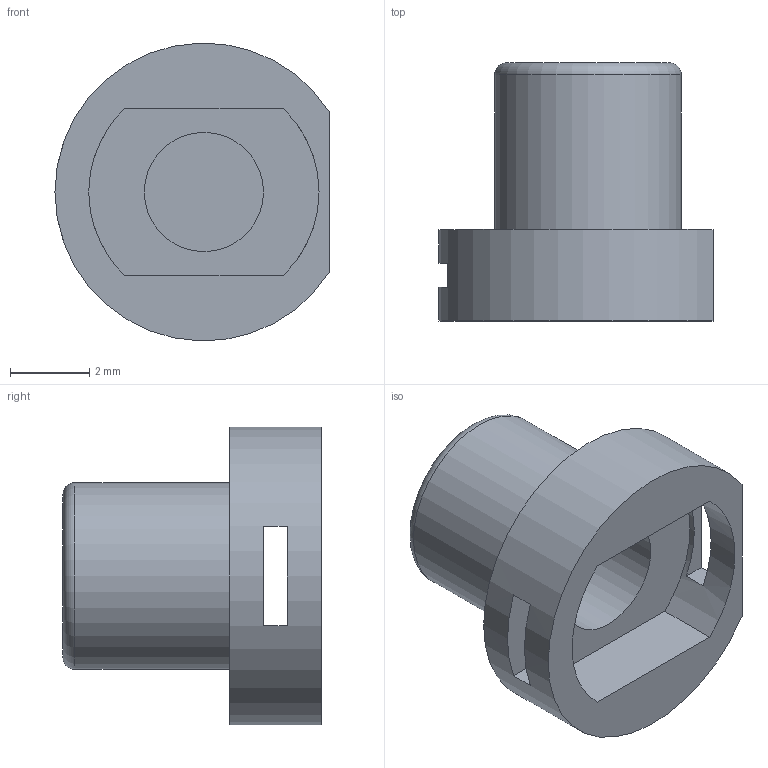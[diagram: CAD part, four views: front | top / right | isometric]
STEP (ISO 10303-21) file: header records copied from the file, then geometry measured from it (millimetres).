
FILE_DESCRIPTION(/* description */ (''),/* implementation_level */ '2;1');
FILE_NAME(/* name */ 'TL3265TBTNCLR.stp',/* time_stamp */ '2025-06-04T11:13:27-05:00',/* author */ ('mroman'),/* organization */ (''),/* preprocessor_version */ 'ST-DEVELOPER v18.1',/* originating_system */ 'Autodesk Inventor 2022',/* authorisation */ '');
FILE_SCHEMA (('AUTOMOTIVE_DESIGN { 1 0 10303 214 3 1 1 }'));
Length unit declared in the file: centimetre
Products named in the file (1): TL3265TBTNCLR
Bounding box: 6.9 x 6.5 x 7.5 mm (x, y, z)
Volume: 110 mm3; surface area: 259.4 mm2
Topology: 1 solids, 1 shells, 22 faces, 51 edges, 34 vertices
Faces by surface type: plane 16, cylinder 5, torus 1
Full cylindrical faces by diameter (mm): 3 x1, 4.7 x1
Entity records: 708 total; most frequent: DIRECTION 116, CARTESIAN_POINT 108, ORIENTED_EDGE 102, EDGE_CURVE 51, AXIS2_PLACEMENT_3D 42, VERTEX_POINT 34, LINE 32, VECTOR 32
